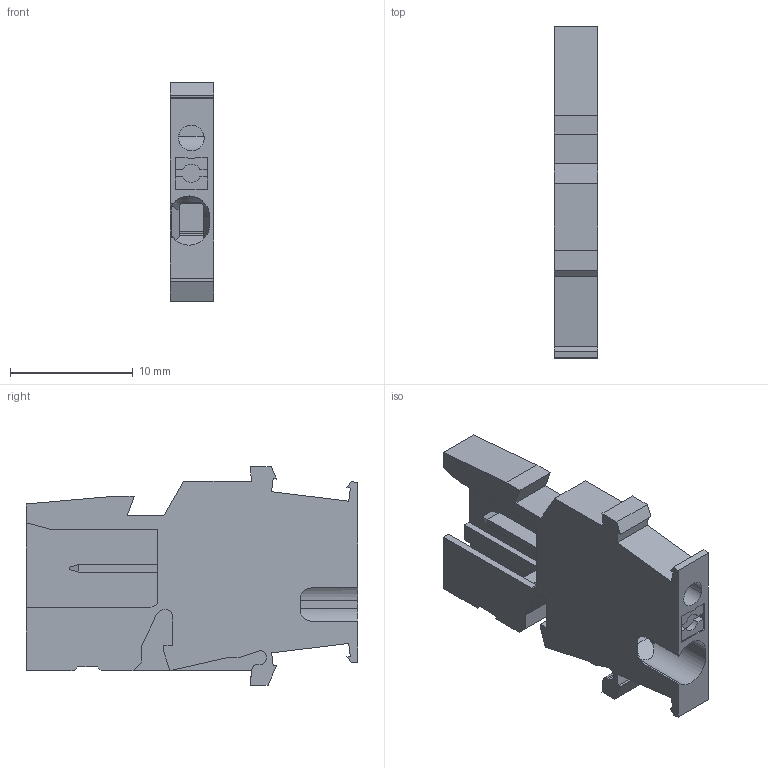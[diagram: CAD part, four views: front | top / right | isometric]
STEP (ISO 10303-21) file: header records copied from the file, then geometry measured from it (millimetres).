
FILE_DESCRIPTION(('Creo Elements/Direct Modeling STEP Export'),'2;1');
FILE_NAME('model.stp','2018-12-28T10:42:17',(''),(''),'Creo Elements/Direct Modeling STEP processor for AP214 (Solid Model)','Creo Elements/Direct Modeling 18.1I 14-Aug-2016 (C) Parametric Technology GmbH','');
FILE_SCHEMA(('AUTOMOTIVE_DESIGN { 1 0 10303 214 1 1 1 1 }'));
Length unit declared in the file: millimetre
Products named in the file (2): PPC_1.5_S_1_L-select
Assembly tree (1 placements, depth 2):
  PPC_1.5_S_1_L-select
    PPC_1.5_S_1_L-select
Bounding box: 3.5 x 27 x 17.8 mm (x, y, z)
Volume: 902.6 mm3; surface area: 1432.3 mm2
Topology: 1 solids, 1 shells, 129 faces, 367 edges, 243 vertices
Faces by surface type: plane 112, cylinder 16, cone 1
Entity records: 5654 total; most frequent: CARTESIAN_POINT 1212, ORIENTED_EDGE 734, DIRECTION 646, EDGE_CURVE 367, VECTOR 318, LINE 318, VERTEX_POINT 243, AXIS2_PLACEMENT_3D 164
